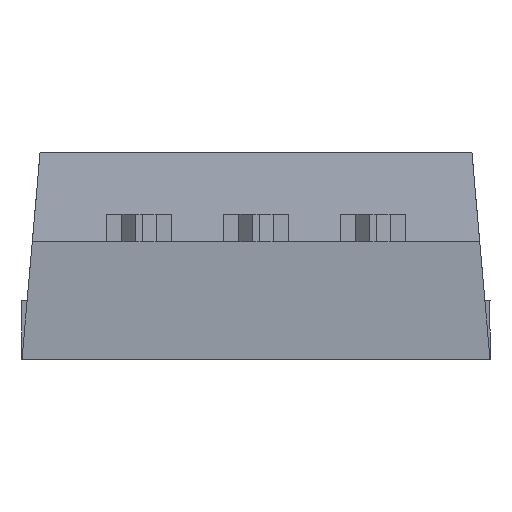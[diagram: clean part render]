
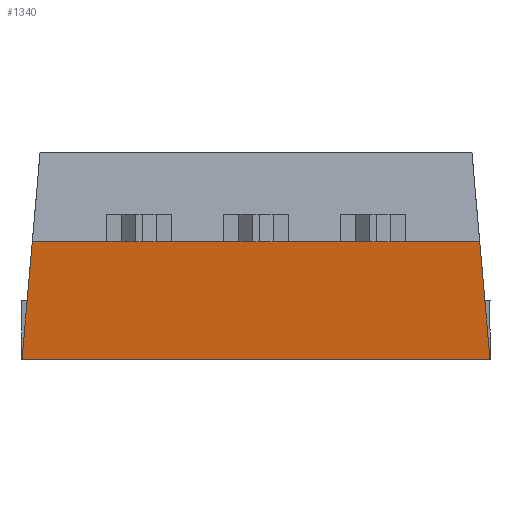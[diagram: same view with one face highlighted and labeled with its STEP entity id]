
A CAD part, front view. The second image highlights one B-rep face of the part: STEP entity #1340.
In plain terms, the highlighted planar face has unit normal (0, -0.996, -0.087).
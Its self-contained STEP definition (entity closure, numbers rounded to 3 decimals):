
#65 = VECTOR ( 'NONE', #82, 1000. ) ;
#82 = DIRECTION ( 'NONE',  ( -1., 0., 0. ) ) ;
#127 = CARTESIAN_POINT ( 'NONE',  ( -4.8, 3.675, 1.175 ) ) ;
#272 = DIRECTION ( 'NONE',  ( 0.087, 0.087, -0.992 ) ) ;
#326 = VERTEX_POINT ( 'NONE', #850 ) ;
#365 = ORIENTED_EDGE ( 'NONE', *, *, #1307, .T. ) ;
#400 = VECTOR ( 'NONE', #1695, 1000. ) ;
#417 = CARTESIAN_POINT ( 'NONE',  ( 4.876, 3.75, 0.315 ) ) ;
#524 = EDGE_CURVE ( 'NONE', #896, #1301, #1187, .T. ) ;
#531 = DIRECTION ( 'NONE',  ( 0., -0.087, 0.996 ) ) ;
#588 = LINE ( 'NONE', #958, #65 ) ;
#647 = EDGE_CURVE ( 'NONE', #1301, #326, #1619, .T. ) ;
#655 = CARTESIAN_POINT ( 'NONE',  ( 5.1, 3.75, 0.315 ) ) ;
#670 = ORIENTED_EDGE ( 'NONE', *, *, #524, .F. ) ;
#792 = EDGE_CURVE ( 'NONE', #326, #1492, #1150, .T. ) ;
#850 = CARTESIAN_POINT ( 'NONE',  ( -5.1, 3.974, -2.25 ) ) ;
#896 = VERTEX_POINT ( 'NONE', #417 ) ;
#910 = CARTESIAN_POINT ( 'NONE',  ( 4.877, 3.752, 0.296 ) ) ;
#918 = DIRECTION ( 'NONE',  ( 0., 0.996, 0.087 ) ) ;
#958 = CARTESIAN_POINT ( 'NONE',  ( 5.1, 3.75, 0.315 ) ) ;
#1026 = ORIENTED_EDGE ( 'NONE', *, *, #792, .F. ) ;
#1067 = VECTOR ( 'NONE', #272, 1000. ) ;
#1150 = LINE ( 'NONE', #127, #400 ) ;
#1187 = LINE ( 'NONE', #910, #1067 ) ;
#1234 = EDGE_LOOP ( 'NONE', ( #1026, #1424, #670, #365 ) ) ;
#1248 = CARTESIAN_POINT ( 'NONE',  ( 5.1, 3.974, -2.25 ) ) ;
#1272 = AXIS2_PLACEMENT_3D ( 'NONE', #655, #918, #531 ) ;
#1301 = VERTEX_POINT ( 'NONE', #1248 ) ;
#1307 = EDGE_CURVE ( 'NONE', #896, #1492, #588, .T. ) ;
#1316 = PLANE ( 'NONE',  #1272 ) ;
#1340 = ADVANCED_FACE ( 'NONE', ( #1441 ), #1316, .F. ) ;
#1381 = VECTOR ( 'NONE', #1613, 1000. ) ;
#1424 = ORIENTED_EDGE ( 'NONE', *, *, #647, .F. ) ;
#1441 = FACE_OUTER_BOUND ( 'NONE', #1234, .T. ) ;
#1492 = VERTEX_POINT ( 'NONE', #1675 ) ;
#1613 = DIRECTION ( 'NONE',  ( -1., 0., 0. ) ) ;
#1619 = LINE ( 'NONE', #1647, #1381 ) ;
#1647 = CARTESIAN_POINT ( 'NONE',  ( 5.1, 3.974, -2.25 ) ) ;
#1675 = CARTESIAN_POINT ( 'NONE',  ( -4.876, 3.75, 0.315 ) ) ;
#1695 = DIRECTION ( 'NONE',  ( 0.087, -0.087, 0.992 ) ) ;
